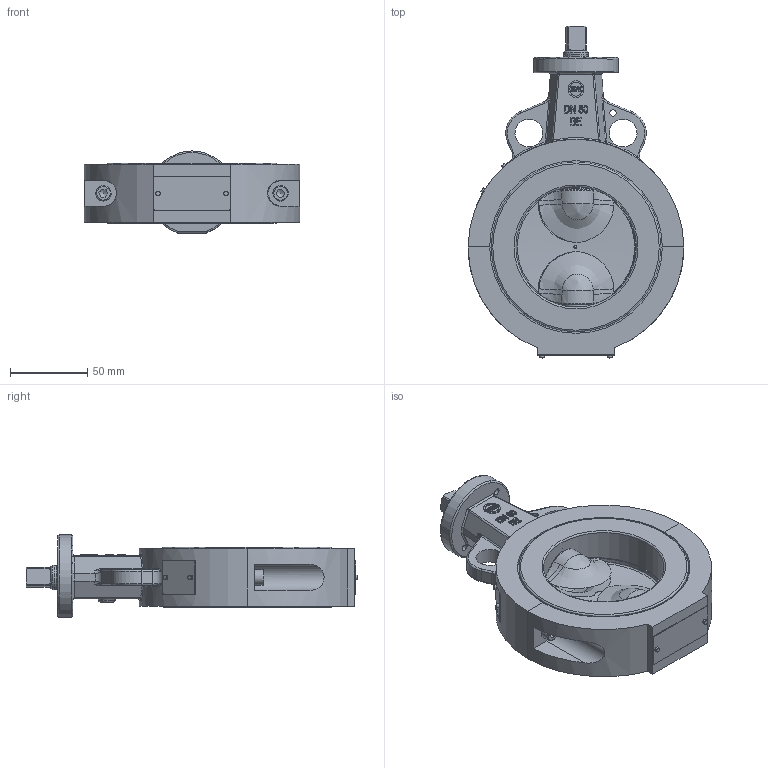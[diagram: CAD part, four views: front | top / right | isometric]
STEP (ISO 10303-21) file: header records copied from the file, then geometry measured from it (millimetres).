
FILE_DESCRIPTION((''),'2;1');
FILE_NAME('BE DN80.stp','2007-11-12T15:02:38',('hellwig'),(''),'Autodesk Inventor 11','Autodesk Inventor 11','');
FILE_SCHEMA(('AUTOMOTIVE_DESIGN { 1 0 10303 214 1 1 1 1 }'));
Length unit declared in the file: millimetre
Products named in the file (17): BE DN80_Containerklappe mit fr. Wellenende; 018-080-2-1295E R07_Gehäuseoberteil DN80  BE; 018-080-2-1184E R05_Gehäuseunterteil DN80 BE; Man-5-080-3-241_PTFE- Manschette; SN2F-080-0010-30_Scheibe DN80 für BE Fertigteil; Wel-080-4-2113 E_Obere Welle BE 80 für Druckgussgehäuse; Wel-000-960E_Untere Welle; DIN 915  (Regelgewinde) M6 x 8; 018-080-836E R01_Lagerbuchse für DN80 BE; 018-080-835E_Stützscheibe für DN80 BE; 018-080-770E_Elastomerfeder für DN 80 BE; 018-080-779E_Druckstück für DN 80 BE; O-Ring 13x2; 018-080-816E_Elastomereinlage BE AK DN80; 018-000-704E_TÜAGG-Schild; DIN 912  (Regelgewinde) - ersetzt durch DIN EN ISO 4762 M6 x 16; 018-000-645E R02_Typenschild
Assembly tree (23 placements, depth 2):
  BE DN80_Containerklappe mit fr. Wellenende
    018-080-2-1295E R07_Gehäuseoberteil DN80  BE
    018-080-2-1184E R05_Gehäuseunterteil DN80 BE
    Man-5-080-3-241_PTFE- Manschette
    SN2F-080-0010-30_Scheibe DN80 für BE Fertigteil
    Wel-080-4-2113 E_Obere Welle BE 80 für Druckgussgehäuse
    Wel-000-960E_Untere Welle
    DIN 915  (Regelgewinde) M6 x 8
    018-080-836E R01_Lagerbuchse für DN80 BE  x3
    018-080-835E_Stützscheibe für DN80 BE
    018-080-770E_Elastomerfeder für DN 80 BE  x2
    018-080-779E_Druckstück für DN 80 BE  x2
    O-Ring 13x2  x2
    018-080-816E_Elastomereinlage BE AK DN80  x2
    018-000-704E_TÜAGG-Schild
    DIN 912  (Regelgewinde) - ersetzt durch DIN EN ISO 4762 M6 x 16  x2
    018-000-645E R02_Typenschild
Bounding box: 140 x 215.44 x 53.25 mm (x, y, z)
Volume: 494134.1 mm3; surface area: 169205.8 mm2
Topology: 23 solids, 23 shells, 636 faces, 1524 edges, 951 vertices
Faces by surface type: plane 237, bspline 196, cylinder 129, cone 47, torus 26, sphere 1
Full cylindrical faces by diameter (mm): 2.8 x4, 3 x4, 4 x2, 6 x3, 6.647 x2, 8.4 x2, 10 x2, 12.8 x2, 13 x1, 15.5 x2, 16 x6, 16.1 x2, 16.2 x3, 16.45 x3, 17 x2, 18 x1, 22 x2, 22.15 x3, 26.5 x2, 26.9 x1, 27 x4, 78.4 x1, 85 x1, 90.5 x1, 110 x1
Entity records: 28278 total; most frequent: CARTESIAN_POINT 15506, ORIENTED_EDGE 2582, DIRECTION 2251, EDGE_CURVE 1291, VERTEX_POINT 870, AXIS2_PLACEMENT_3D 856, EDGE_LOOP 775, FACE_OUTER_BOUND 592
